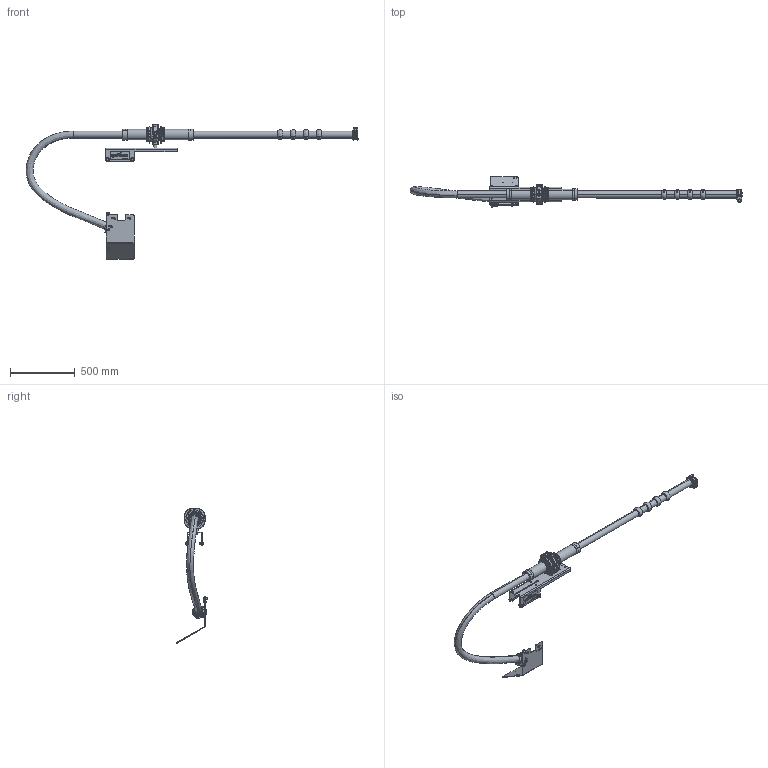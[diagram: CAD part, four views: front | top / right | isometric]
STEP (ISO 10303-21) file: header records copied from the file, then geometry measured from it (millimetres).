
FILE_DESCRIPTION (( 'STEP AP214' ), '1' );
FILE_NAME ('P2614-2.STEP', '2025-12-04T10:06:21', ( '' ), ( '' ), 'SwSTEP 2.0', 'SolidWorks 2024', '' );
FILE_SCHEMA (( 'AUTOMOTIVE_DESIGN' ));
Length unit declared in the file: millimetre
Products named in the file (1): P2614-2
Bounding box: 2556.02 x 237.4 x 1035.15 mm (x, y, z)
Volume: 4778675.3 mm3; surface area: 2350077 mm2
Topology: 59 solids, 59 shells, 6027 faces, 15940 edges, 10334 vertices
Faces by surface type: plane 2326, bspline 1687, cylinder 1034, torus 598, cone 322, sphere 60
Entity records: 332460 total; most frequent: CARTESIAN_POINT 132754, ORIENTED_EDGE 31716, DIRECTION 24063, EDGE_CURVE 15858, VERTEX_POINT 10308, AXIS2_PLACEMENT_3D 8223, VECTOR 7617, LINE 7617
